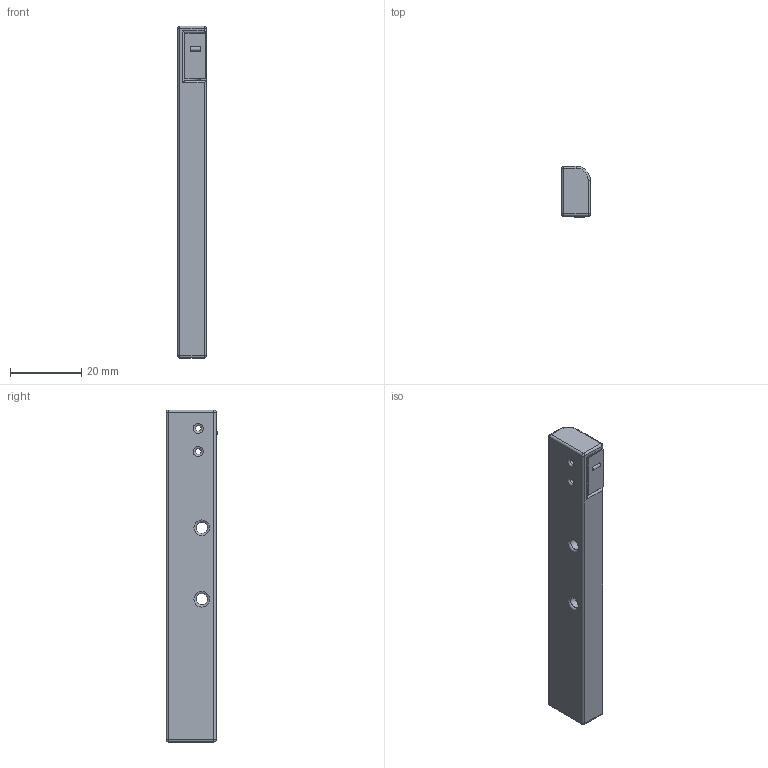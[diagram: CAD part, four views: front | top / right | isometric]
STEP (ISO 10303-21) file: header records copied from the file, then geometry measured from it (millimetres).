
FILE_DESCRIPTION(/* description */ (''),/* implementation_level */ '2;1');
FILE_NAME(/* name */ 'B-Z_Switch-L.stp',/* time_stamp */ '2021-03-04T11:07:14-08:00',/* author */ (''),/* organization */ (''),/* preprocessor_version */ 'ST-DEVELOPER v18.1',/* originating_system */ 'Autodesk Translation Framework v9.7.0.1280',/* authorisation */ '');
FILE_SCHEMA (('AUTOMOTIVE_DESIGN { 1 0 10303 214 3 1 1 }'));
Length unit declared in the file: millimetre
Products named in the file (3): Z Switch; D2F-5; Component1
Assembly tree (2 placements, depth 3):
  Z Switch
    D2F-5
      Component1
Bounding box: 8 x 14.5 x 93 mm (x, y, z)
Volume: 8111.1 mm3; surface area: 5959.6 mm2
Topology: 6 solids, 6 shells, 84 faces, 188 edges, 115 vertices
Faces by surface type: plane 38, cylinder 30, torus 8, sphere 6, cone 2
Full cylindrical faces by diameter (mm): 1.6 x2, 2 x2, 3.2 x2, 4.7 x1
Entity records: 2459 total; most frequent: DIRECTION 445, CARTESIAN_POINT 404, ORIENTED_EDGE 376, EDGE_CURVE 188, AXIS2_PLACEMENT_3D 168, VERTEX_POINT 115, LINE 109, VECTOR 109
